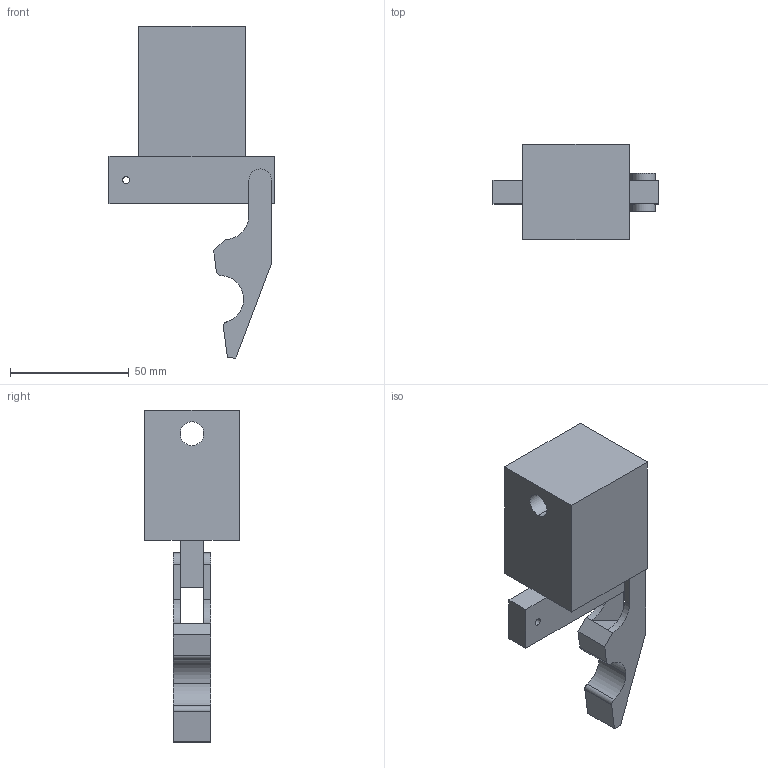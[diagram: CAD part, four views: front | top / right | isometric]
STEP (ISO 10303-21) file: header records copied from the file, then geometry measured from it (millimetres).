
FILE_DESCRIPTION (( 'STEP AP203' ), '1' );
FILE_NAME ('Link4_Default_sldprt.STEP', '2024-01-13T21:27:27', ( '' ), ( '' ), 'SwSTEP 2.0', 'SolidWorks 2021', '' );
FILE_SCHEMA (( 'CONFIG_CONTROL_DESIGN' ));
Length unit declared in the file: millimetre
Products named in the file (1): Link4_Default_sldprt
Bounding box: 70 x 40 x 140 mm (x, y, z)
Volume: 120012.6 mm3; surface area: 22627.2 mm2
Topology: 1 solids, 2 shells, 44 faces, 114 edges, 72 vertices
Faces by surface type: plane 30, cylinder 14
Entity records: 1417 total; most frequent: DIRECTION 232, CARTESIAN_POINT 231, ORIENTED_EDGE 228, EDGE_CURVE 114, VECTOR 86, LINE 86, AXIS2_PLACEMENT_3D 73, VERTEX_POINT 72
